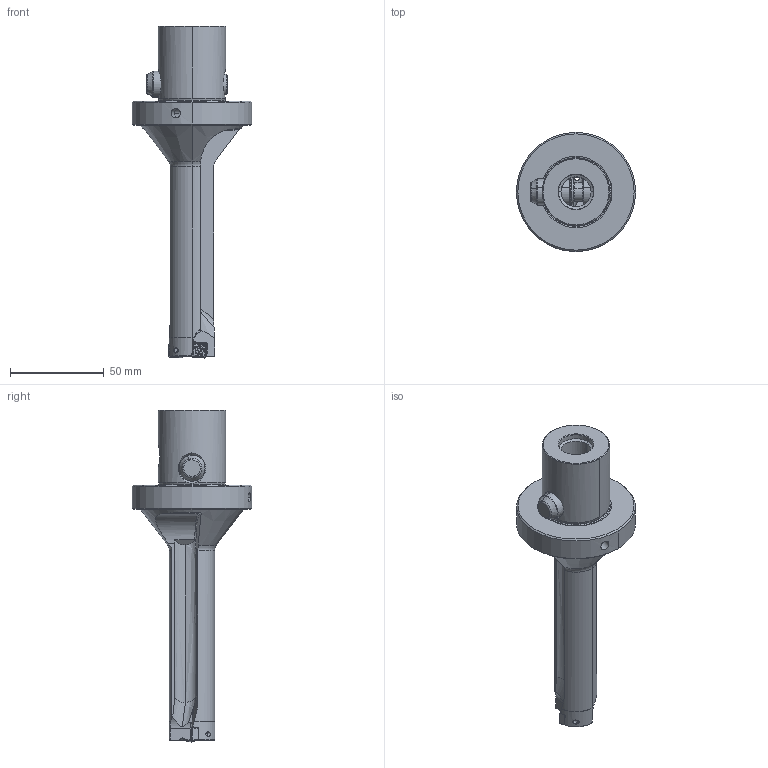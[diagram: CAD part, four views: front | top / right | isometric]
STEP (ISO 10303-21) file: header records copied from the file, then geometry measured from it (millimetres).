
FILE_DESCRIPTION(('no description'),'unknown implementation level');
FILE_NAME('C902FA3A-8686-4184-97FD-8D7E3C81E89C_export.stp',' ',('CIMSOURCE GmbH'),('CADClick - KiM GmbH - www.kimweb.de'),'unknown preprocess','ACIS','unknown authorization');
FILE_SCHEMA(('automotive_design'));
Length unit declared in the file: millimetre
Products named in the file (9): 337.425 Kaiser WB 25-100 X CKS6|694.130 Kaiser ETL M3 X 6 T7 IP 10S_Standard;NONE; 337.425 Kaiser WB 25-100 X CKS6|337.425 Kaiser WB 25-100 X CKS6_337.425-4;NONE; 337.425 Kaiser WB 25-100 X CKS6|337.425 Kaiser WB 25-100 X CKS6_337.425-3;NONE; 337.425 Kaiser WB 25-100 X CKS6|337.425 Kaiser WB 25-100 X CKS6_337.425-2;NONE; 337.425 Kaiser WB 25-100 X CKS6|337.425 Kaiser WB 25-100 X CKS6_337.425-1;NONE; 337.425 Kaiser WB 25-100 X CKS6|337.425 Kaiser WB 25-100 X CKS6_337.425;NONE; 337.425 Kaiser WB 25-100 X CKS6|691.506 Kaiser ETL D14 X 43K_Standard|693.305 Sprengring_Standard;NONE; 337.425 Kaiser WB 25-100 X CKS6|691.506 Kaiser ETL D14 X 43K_Standard|691.526 Mitnehmerbolzen_Standard;NONE
Bounding box: 63.5 x 63.5 x 177 mm (x, y, z)
Volume: 116958.5 mm3; surface area: 32448.3 mm2
Topology: 9 solids, 9 shells, 482 faces, 1222 edges, 759 vertices
Faces by surface type: cylinder 202, plane 149, torus 62, cone 59, bspline 10
Entity records: 31703 total; most frequent: CARTESIAN_POINT 6238, STYLED_ITEM 2469, PRESENTATION_STYLE_ASSIGNMENT 2469, COLOUR_RGB 2469, DIRECTION 2462, ORIENTED_EDGE 2438, EDGE_CURVE 1219, CURVE_STYLE 1219
